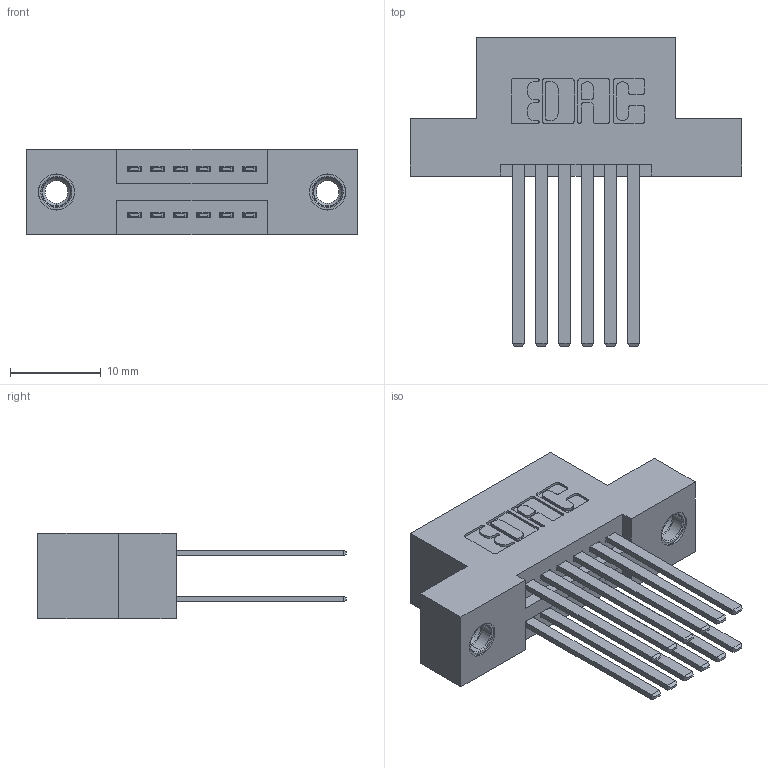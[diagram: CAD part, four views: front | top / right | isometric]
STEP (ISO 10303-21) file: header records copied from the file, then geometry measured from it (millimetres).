
FILE_DESCRIPTION (( 'STEP AP203' ), '1' );
FILE_NAME ('395-012-544-207.STEP', '2018-11-05T18:35:49', ( '' ), ( '' ), 'SwSTEP 2.0', 'SolidWorks 2016', '' );
FILE_SCHEMA (( 'CONFIG_CONTROL_DESIGN' ));
Length unit declared in the file: inch
Products named in the file (4): 345-250-001_345-250-005-103; 345-292-001_345-293-144; 395-012-544-207; 345 Part_Flush Mounting Lugs - 0.156 Dia-TI
Assembly tree (15 placements, depth 2):
  395-012-544-207
    345 Part_Flush Mounting Lugs - 0.156 Dia-TI
    345-292-001_345-293-144  x12
    345-250-001_345-250-005-103  x2
Bounding box: 36.45 x 33.96 x 9.4 mm (x, y, z)
Volume: 3361.2 mm3; surface area: 4792.1 mm2
Topology: 15 solids, 15 shells, 714 faces, 2049 edges, 1342 vertices
Faces by surface type: plane 460, cylinder 238, cone 12, torus 4
Entity records: 10556 total; most frequent: CARTESIAN_POINT 1783, ORIENTED_EDGE 1710, DIRECTION 1641, EDGE_CURVE 855, VECTOR 683, LINE 683, VERTEX_POINT 564, AXIS2_PLACEMENT_3D 479
